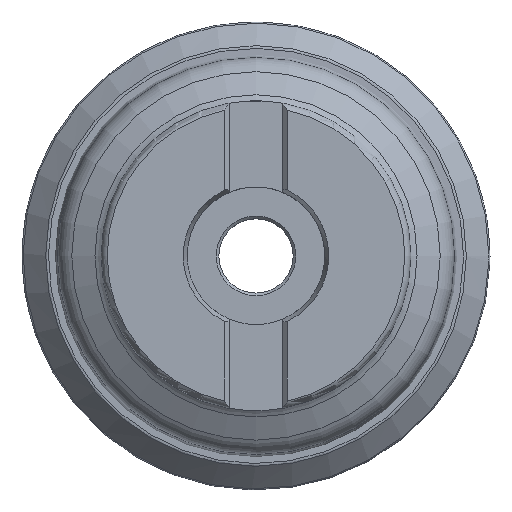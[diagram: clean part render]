
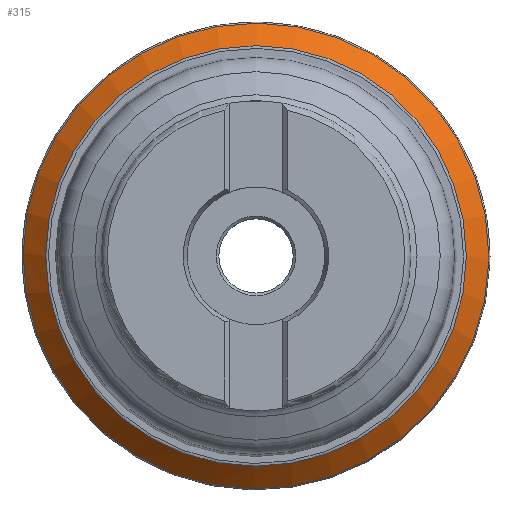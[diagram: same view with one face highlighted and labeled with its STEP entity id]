
A CAD part, top view. The second image highlights one B-rep face of the part: STEP entity #315.
In plain terms, the highlighted face is a revolution surface.
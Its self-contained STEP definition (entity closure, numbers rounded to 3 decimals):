
#127=SURFACE_OF_REVOLUTION('',#228,#149);
#149=AXIS1_PLACEMENT('',#1879,#1351);
#228=LINE('',#1878,#256);
#256=VECTOR('',#1350,5.978);
#315=ADVANCED_FACE('',(#414,#415),#127,.F.);
#414=FACE_BOUND('',#530,.T.);
#415=FACE_BOUND('',#531,.T.);
#530=EDGE_LOOP('',(#724));
#531=EDGE_LOOP('',(#725));
#724=ORIENTED_EDGE('',*,*,#917,.T.);
#725=ORIENTED_EDGE('',*,*,#918,.F.);
#820=VERTEX_POINT('',#1870);
#821=VERTEX_POINT('',#1877);
#917=EDGE_CURVE('',#820,#820,#974,.T.);
#918=EDGE_CURVE('',#821,#821,#975,.T.);
#974=CIRCLE('',#1122,38.787);
#975=CIRCLE('',#1123,42.948);
#1122=AXIS2_PLACEMENT_3D('',#1869,#1345,#1346);
#1123=AXIS2_PLACEMENT_3D('',#1876,#1348,#1349);
#1345=DIRECTION('',(0.,0.,1.));
#1346=DIRECTION('',(1.,0.,0.));
#1348=DIRECTION('',(0.,0.,1.));
#1349=DIRECTION('',(1.,0.,0.));
#1350=DIRECTION('',(0.098,0.705,0.703));
#1351=DIRECTION('',(0.,0.,1.));
#1869=CARTESIAN_POINT('',(0.,0.,15.527));
#1870=CARTESIAN_POINT('',(38.787,0.,15.527));
#1876=CARTESIAN_POINT('',(0.,0.,11.327));
#1877=CARTESIAN_POINT('',(42.948,0.,11.327));
#1878=CARTESIAN_POINT('',(2.594,-42.869,11.327));
#1879=CARTESIAN_POINT('',(0.,0.,0.));
